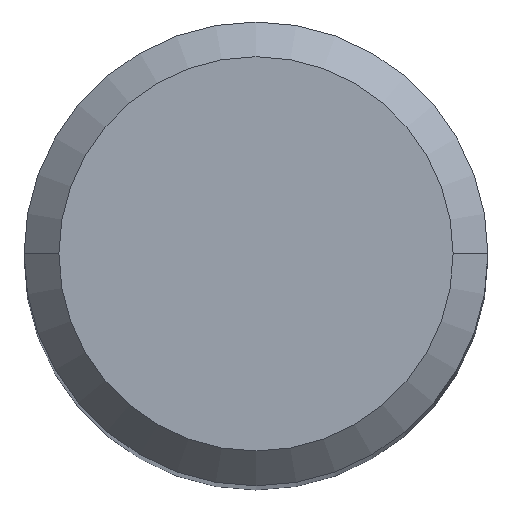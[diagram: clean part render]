
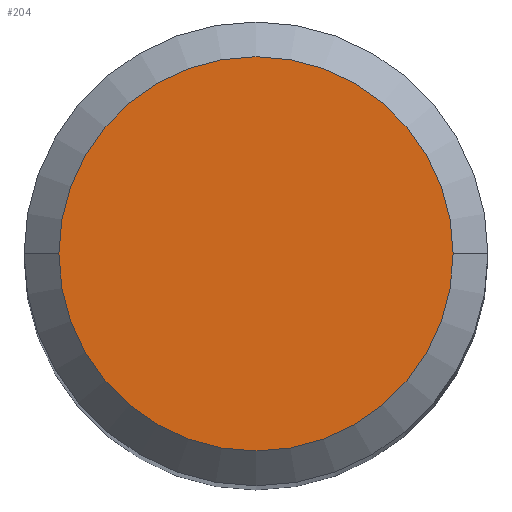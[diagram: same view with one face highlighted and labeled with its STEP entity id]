
A CAD part, top view. The second image highlights one B-rep face of the part: STEP entity #204.
In plain terms, the highlighted planar face has unit normal (0, 0, 1).
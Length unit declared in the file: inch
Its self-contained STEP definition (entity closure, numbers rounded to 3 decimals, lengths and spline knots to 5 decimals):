
#26 = ORIENTED_EDGE ( 'NONE', *, *, #423, .T. ) ;
#58 = CIRCLE ( 'NONE', #231, 0.20077 ) ;
#61 = DIRECTION ( 'NONE',  ( 0., 0., 1. ) ) ;
#77 = EDGE_CURVE ( 'NONE', #420, #88, #58, .T. ) ;
#84 = CARTESIAN_POINT ( 'NONE',  ( 0., 0., 0. ) ) ;
#88 = VERTEX_POINT ( 'NONE', #468 ) ;
#194 = DIRECTION ( 'NONE',  ( 0., 0., 1. ) ) ;
#204 = ADVANCED_FACE ( 'NONE', ( #211 ), #245, .F. ) ;
#211 = FACE_OUTER_BOUND ( 'NONE', #445, .T. ) ;
#231 = AXIS2_PLACEMENT_3D ( 'NONE', #432, #61, #349 ) ;
#245 = PLANE ( 'NONE',  #359 ) ;
#319 = DIRECTION ( 'NONE',  ( 0., 0., -1. ) ) ;
#337 = CARTESIAN_POINT ( 'NONE',  ( 0.20077, 0., 0. ) ) ;
#339 = ORIENTED_EDGE ( 'NONE', *, *, #77, .T. ) ;
#349 = DIRECTION ( 'NONE',  ( 1., 0., 0. ) ) ;
#352 = CARTESIAN_POINT ( 'NONE',  ( 0., 0., 0. ) ) ;
#359 = AXIS2_PLACEMENT_3D ( 'NONE', #352, #319, #463 ) ;
#360 = AXIS2_PLACEMENT_3D ( 'NONE', #84, #194, #449 ) ;
#397 = CIRCLE ( 'NONE', #360, 0.20077 ) ;
#420 = VERTEX_POINT ( 'NONE', #337 ) ;
#423 = EDGE_CURVE ( 'NONE', #88, #420, #397, .T. ) ;
#432 = CARTESIAN_POINT ( 'NONE',  ( 0., 0., 0. ) ) ;
#445 = EDGE_LOOP ( 'NONE', ( #26, #339 ) ) ;
#449 = DIRECTION ( 'NONE',  ( 1., 0., 0. ) ) ;
#463 = DIRECTION ( 'NONE',  ( -1., 0., 0. ) ) ;
#468 = CARTESIAN_POINT ( 'NONE',  ( -0.20077, 0., 0. ) ) ;
